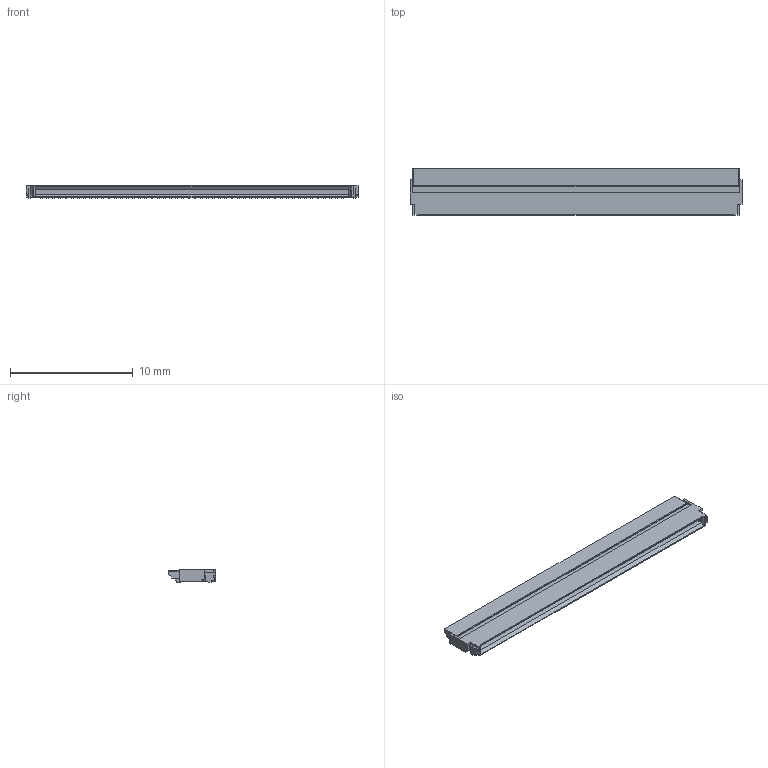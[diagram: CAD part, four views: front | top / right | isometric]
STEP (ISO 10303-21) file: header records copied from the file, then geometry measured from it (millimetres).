
FILE_DESCRIPTION(('Creo Elements/Direct Modeling STEP Export'),'2;1');
FILE_NAME('FH34SRJ-50S-0.5SH.stp','2022-10-12T10:42:02',(''),(''),'Creo Elements/Direct Modeling STEP processor for AP214 (Solid Model)','Creo Elements/Direct Modeling 19.0F 14-Feb-2017 (C) Parametric Technology GmbH','');
FILE_SCHEMA(('AUTOMOTIVE_DESIGN { 1 0 10303 214 1 1 1 1 }'));
Length unit declared in the file: millimetre
Products named in the file (2): FH34SRJ-50S-0.5SH
Assembly tree (1 placements, depth 2):
  FH34SRJ-50S-0.5SH
    FH34SRJ-50S-0.5SH
Bounding box: 27 x 3.8 x 1 mm (x, y, z)
Volume: 71.2 mm3; surface area: 334.2 mm2
Topology: 1 solids, 1 shells, 897 faces, 2569 edges, 1676 vertices
Faces by surface type: plane 786, cylinder 111
Entity records: 28870 total; most frequent: CARTESIAN_POINT 5206, ORIENTED_EDGE 5138, DIRECTION 4585, EDGE_CURVE 2569, VECTOR 2347, LINE 2347, VERTEX_POINT 1676, AXIS2_PLACEMENT_3D 1119
